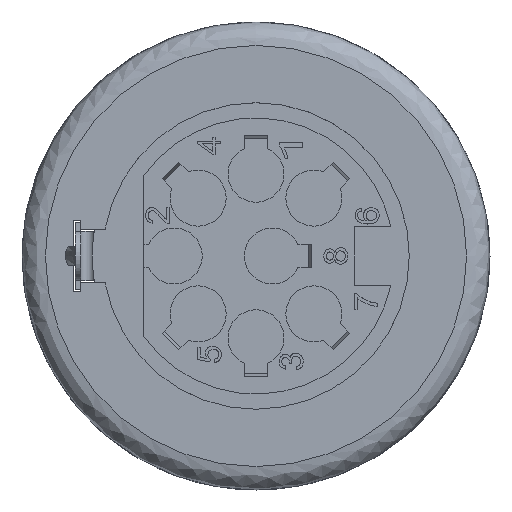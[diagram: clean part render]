
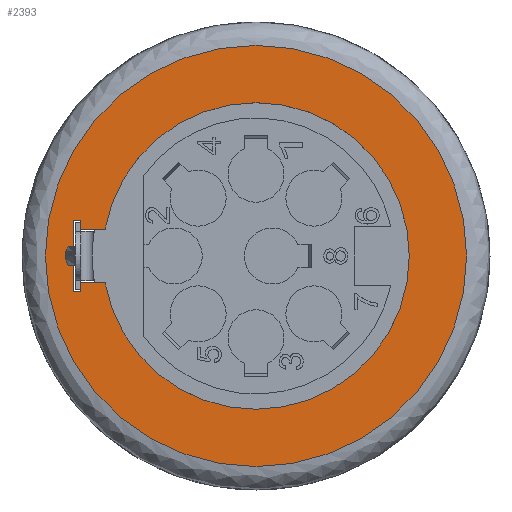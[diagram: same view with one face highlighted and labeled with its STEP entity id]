
A CAD part, left-side view. The second image highlights one B-rep face of the part: STEP entity #2393.
In plain terms, the highlighted planar face has unit normal (-1, 0, 0).
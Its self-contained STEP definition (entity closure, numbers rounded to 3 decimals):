
#1512=FACE_BOUND('',#3233,.T.);
#1513=FACE_BOUND('',#3234,.T.);
#1891=B_SPLINE_CURVE_WITH_KNOTS('',3,(#19362,#19363,#19364,#19365),
 .UNSPECIFIED.,.F.,.F.,(4,4),(0.,1.),.UNSPECIFIED.);
#2085=PLANE('',#8840);
#2393=ADVANCED_FACE('',(#1512,#1513),#2085,.T.);
#3233=EDGE_LOOP('',(#5086,#5087,#5088,#5089,#5090,#5091,#5092,#5093,#5094,
#5095,#5096,#5097,#5098));
#3234=EDGE_LOOP('',(#5099));
#3425=CIRCLE('',#8756,6.55);
#3426=CIRCLE('',#8757,6.55);
#3465=CIRCLE('',#8839,9.);
#5086=ORIENTED_EDGE('',*,*,#7215,.T.);
#5087=ORIENTED_EDGE('',*,*,#7216,.T.);
#5088=ORIENTED_EDGE('',*,*,#7096,.T.);
#5089=ORIENTED_EDGE('',*,*,#7144,.T.);
#5090=ORIENTED_EDGE('',*,*,#7092,.T.);
#5091=ORIENTED_EDGE('',*,*,#7106,.T.);
#5092=ORIENTED_EDGE('',*,*,#7104,.T.);
#5093=ORIENTED_EDGE('',*,*,#7103,.T.);
#5094=ORIENTED_EDGE('',*,*,#7113,.T.);
#5095=ORIENTED_EDGE('',*,*,#7088,.T.);
#5096=ORIENTED_EDGE('',*,*,#7142,.T.);
#5097=ORIENTED_EDGE('',*,*,#7099,.T.);
#5098=ORIENTED_EDGE('',*,*,#7217,.T.);
#5099=ORIENTED_EDGE('',*,*,#7214,.T.);
#6165=VERTEX_POINT('',#18918);
#6168=VERTEX_POINT('',#18925);
#6170=VERTEX_POINT('',#18932);
#6171=VERTEX_POINT('',#18934);
#6173=VERTEX_POINT('',#18940);
#6175=VERTEX_POINT('',#18943);
#6176=VERTEX_POINT('',#18946);
#6177=VERTEX_POINT('',#18948);
#6179=VERTEX_POINT('',#18954);
#6180=VERTEX_POINT('',#18956);
#6181=VERTEX_POINT('',#18958);
#6230=VERTEX_POINT('',#19340);
#6231=VERTEX_POINT('',#19366);
#6232=VERTEX_POINT('',#19367);
#7088=EDGE_CURVE('',#6165,#6168,#7765,.T.);
#7092=EDGE_CURVE('',#6171,#6170,#7769,.T.);
#7096=EDGE_CURVE('',#6175,#6173,#7773,.T.);
#7099=EDGE_CURVE('',#6177,#6176,#7776,.T.);
#7103=EDGE_CURVE('',#6180,#6179,#3425,.T.);
#7104=EDGE_CURVE('',#6181,#6180,#3426,.T.);
#7106=EDGE_CURVE('',#6170,#6181,#7781,.T.);
#7113=EDGE_CURVE('',#6179,#6165,#7788,.T.);
#7142=EDGE_CURVE('',#6168,#6177,#7789,.T.);
#7144=EDGE_CURVE('',#6173,#6171,#7791,.T.);
#7214=EDGE_CURVE('',#6230,#6230,#3465,.T.);
#7215=EDGE_CURVE('',#6231,#6232,#1891,.T.);
#7216=EDGE_CURVE('',#6232,#6175,#7827,.T.);
#7217=EDGE_CURVE('',#6176,#6231,#7828,.T.);
#7765=LINE('',#18926,#8334);
#7769=LINE('',#18933,#8338);
#7773=LINE('',#18942,#8342);
#7776=LINE('',#18947,#8345);
#7781=LINE('',#18961,#8350);
#7788=LINE('',#18971,#8357);
#7789=LINE('',#19180,#8358);
#7791=LINE('',#19183,#8360);
#7827=LINE('',#19368,#8396);
#7828=LINE('',#19369,#8397);
#8334=VECTOR('',#9828,1.);
#8338=VECTOR('',#9834,1.);
#8342=VECTOR('',#9840,1.);
#8345=VECTOR('',#9843,1.);
#8350=VECTOR('',#9856,1.);
#8357=VECTOR('',#9865,1.);
#8358=VECTOR('',#9904,1.);
#8360=VECTOR('',#9908,1.);
#8396=VECTOR('',#10064,1.);
#8397=VECTOR('',#10065,1.);
#8756=AXIS2_PLACEMENT_3D('',#18955,#9849,#9850);
#8757=AXIS2_PLACEMENT_3D('',#18957,#9851,#9852);
#8839=AXIS2_PLACEMENT_3D('',#19339,#10062,#10063);
#8840=AXIS2_PLACEMENT_3D('',#19370,#10066,#10067);
#9828=DIRECTION('',(0.,0.,-1.));
#9834=DIRECTION('',(0.,0.,-1.));
#9840=DIRECTION('',(0.,0.,1.));
#9843=DIRECTION('',(0.,0.,1.));
#9849=DIRECTION('',(1.,0.,0.));
#9850=DIRECTION('',(0.,0.,1.));
#9851=DIRECTION('',(1.,0.,0.));
#9852=DIRECTION('',(0.,0.984,0.176));
#9856=DIRECTION('',(0.,-1.,0.));
#9865=DIRECTION('',(0.,1.,0.));
#9904=DIRECTION('',(0.,1.,0.));
#9908=DIRECTION('',(0.,-1.,0.));
#10062=DIRECTION('',(-1.,0.,0.));
#10063=DIRECTION('',(0.,0.,1.));
#10064=DIRECTION('',(0.,-1.,0.));
#10065=DIRECTION('',(0.,1.,0.));
#10066=DIRECTION('',(-1.,0.,0.));
#10067=DIRECTION('',(0.,-1.,0.));
#18918=CARTESIAN_POINT('',(-61.727,-20.315,-1.15));
#18925=CARTESIAN_POINT('',(-61.727,-20.315,-1.5));
#18926=CARTESIAN_POINT('',(-61.727,-20.315,-1.15));
#18932=CARTESIAN_POINT('',(-61.727,-20.315,1.15));
#18933=CARTESIAN_POINT('',(-61.727,-20.315,1.5));
#18934=CARTESIAN_POINT('',(-61.727,-20.315,1.5));
#18940=CARTESIAN_POINT('',(-61.727,-20.015,1.5));
#18942=CARTESIAN_POINT('',(-61.727,-20.015,-1.5));
#18943=CARTESIAN_POINT('',(-61.727,-20.015,0.4));
#18946=CARTESIAN_POINT('',(-61.727,-20.015,-0.4));
#18947=CARTESIAN_POINT('',(-61.727,-20.015,-1.5));
#18948=CARTESIAN_POINT('',(-61.727,-20.015,-1.5));
#18954=CARTESIAN_POINT('',(-61.727,-21.367,-1.15));
#18955=CARTESIAN_POINT('',(-61.727,-27.815,0.));
#18956=CARTESIAN_POINT('',(-61.727,-27.815,6.55));
#18957=CARTESIAN_POINT('',(-61.727,-27.815,0.));
#18958=CARTESIAN_POINT('',(-61.727,-21.367,1.15));
#18961=CARTESIAN_POINT('',(-61.727,-20.315,1.15));
#18971=CARTESIAN_POINT('',(-61.727,-21.367,-1.15));
#19180=CARTESIAN_POINT('',(-61.727,-20.315,-1.5));
#19183=CARTESIAN_POINT('',(-61.727,-20.015,1.5));
#19339=CARTESIAN_POINT('',(-61.727,-27.815,0.));
#19340=CARTESIAN_POINT('',(-61.727,-27.815,9.));
#19362=CARTESIAN_POINT('',(-61.727,-19.812,-0.4));
#19363=CARTESIAN_POINT('',(-61.727,-19.619,-0.168));
#19364=CARTESIAN_POINT('',(-61.727,-19.614,0.163));
#19365=CARTESIAN_POINT('',(-61.727,-19.812,0.4));
#19366=CARTESIAN_POINT('',(-61.727,-19.812,-0.4));
#19367=CARTESIAN_POINT('',(-61.727,-19.812,0.4));
#19368=CARTESIAN_POINT('',(-61.727,-20.048,0.4));
#19369=CARTESIAN_POINT('',(-61.727,-17.915,-0.4));
#19370=CARTESIAN_POINT('',(-61.727,-17.915,-9.9));
